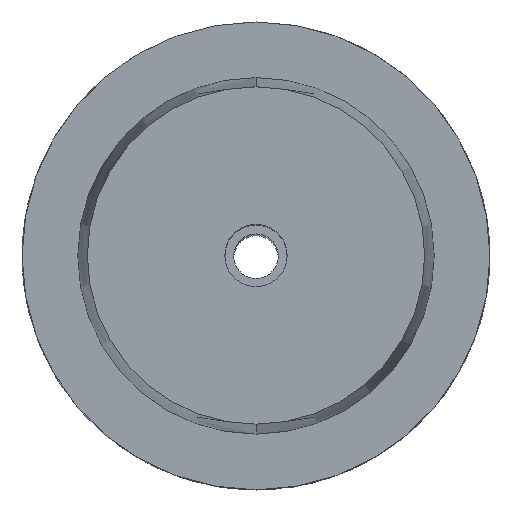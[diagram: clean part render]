
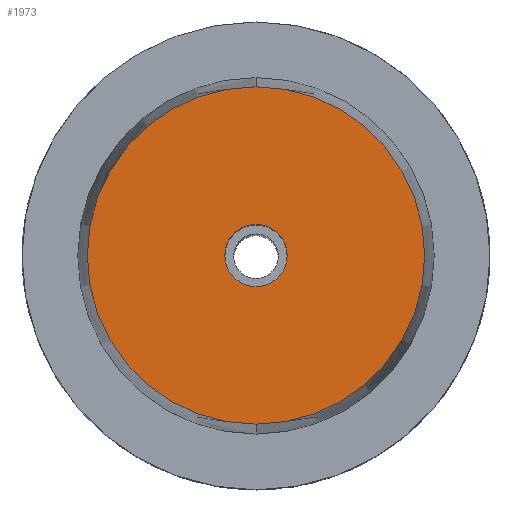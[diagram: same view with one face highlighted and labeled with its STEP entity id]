
A CAD part, top view. The second image highlights one B-rep face of the part: STEP entity #1973.
In plain terms, the highlighted planar face has unit normal (0, 0, 1).
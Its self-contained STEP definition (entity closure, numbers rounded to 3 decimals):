
#891=CARTESIAN_POINT('',(0.,0.,32.));
#892=DIRECTION('',(0.,0.,1.));
#893=DIRECTION('',(0.,1.,0.));
#894=AXIS2_PLACEMENT_3D('',#891,#892,#893);
#899=CARTESIAN_POINT('',(0.,0.,32.));
#900=DIRECTION('',(0.,0.,-1.));
#901=DIRECTION('',(0.,1.,0.));
#902=AXIS2_PLACEMENT_3D('',#899,#900,#901);
#907=CARTESIAN_POINT('',(0.,0.,32.));
#908=DIRECTION('',(0.,0.,-1.));
#909=DIRECTION('',(0.,1.,0.));
#910=AXIS2_PLACEMENT_3D('',#907,#908,#909);
#915=CARTESIAN_POINT('',(0.,0.,32.));
#916=DIRECTION('',(0.,0.,-1.));
#917=DIRECTION('',(0.,-1.,0.));
#918=AXIS2_PLACEMENT_3D('',#915,#916,#917);
#1185=CARTESIAN_POINT('',(0.,4.2,32.));
#1186=CARTESIAN_POINT('',(0.,-4.2,32.));
#1187=VERTEX_POINT('',#1185);
#1188=VERTEX_POINT('',#1186);
#1243=CARTESIAN_POINT('',(0.,22.717,32.));
#1244=VERTEX_POINT('',#1243);
#1245=CARTESIAN_POINT('',(0.,-22.717,32.));
#1246=VERTEX_POINT('',#1245);
#1958=CARTESIAN_POINT('',(0.,0.,32.));
#1959=DIRECTION('',(0.,0.,-1.));
#1960=DIRECTION('',(0.,-1.,0.));
#1961=AXIS2_PLACEMENT_3D('',#1958,#1959,#1960);
#1962=PLANE('',#1961);
#1963=ORIENTED_EDGE('',*,*,#1951,.F.);
#1964=ORIENTED_EDGE('',*,*,#1940,.T.);
#1965=EDGE_LOOP('',(#1963,#1964));
#1966=FACE_OUTER_BOUND('',#1965,.F.);
#1968=ORIENTED_EDGE('',*,*,#1967,.F.);
#1970=ORIENTED_EDGE('',*,*,#1969,.F.);
#1971=EDGE_LOOP('',(#1968,#1970));
#1972=FACE_BOUND('',#1971,.F.);
#895=CIRCLE('',#894,22.717);
#903=CIRCLE('',#902,22.717);
#911=CIRCLE('',#910,4.2);
#919=CIRCLE('',#918,4.2);
#1940=EDGE_CURVE('',#1244,#1246,#903,.T.);
#1951=EDGE_CURVE('',#1244,#1246,#895,.T.);
#1967=EDGE_CURVE('',#1187,#1188,#911,.T.);
#1969=EDGE_CURVE('',#1188,#1187,#919,.T.);
#1973=ADVANCED_FACE('',(#1966,#1972),#1962,.F.);
